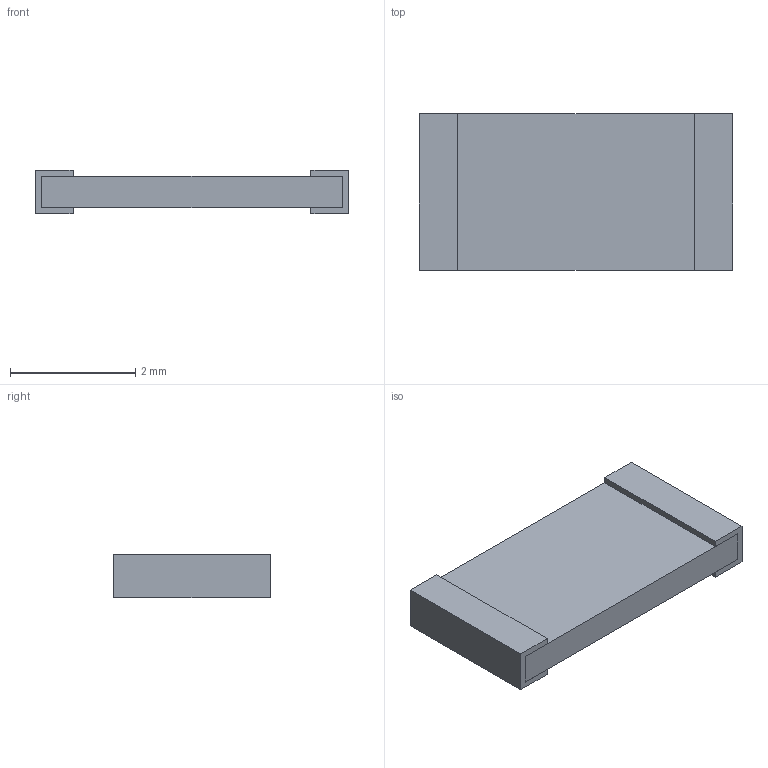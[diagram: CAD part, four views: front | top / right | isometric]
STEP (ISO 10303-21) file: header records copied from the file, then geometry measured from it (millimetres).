
FILE_DESCRIPTION((''),'2;1');
FILE_NAME('RESC_BOURNS_CRM2010.stp','2011-12-01T15:43:04',(''),(''),'Mechanical Desktop 2011','Mechanical Desktop 2011',', , ');
FILE_SCHEMA(('AUTOMOTIVE_DESIGN { 1 2 10303 214 1 1 1 1 }'));
Length unit declared in the file: millimetre
Products named in the file (1): Product
Bounding box: 5 x 2.5 x 0.7 mm (x, y, z)
Volume: 6.8 mm3; surface area: 50 mm2
Topology: 3 solids, 3 shells, 26 faces, 61 edges, 42 vertices
Faces by surface type: bspline 16, plane 10
Entity records: 789 total; most frequent: CARTESIAN_POINT 177, ORIENTED_EDGE 120, DIRECTION 83, VECTOR 61, LINE 61, EDGE_CURVE 60, VERTEX_POINT 40, EDGE_LOOP 26
